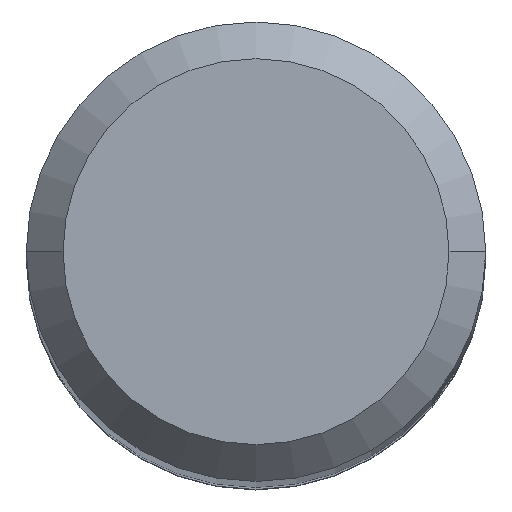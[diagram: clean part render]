
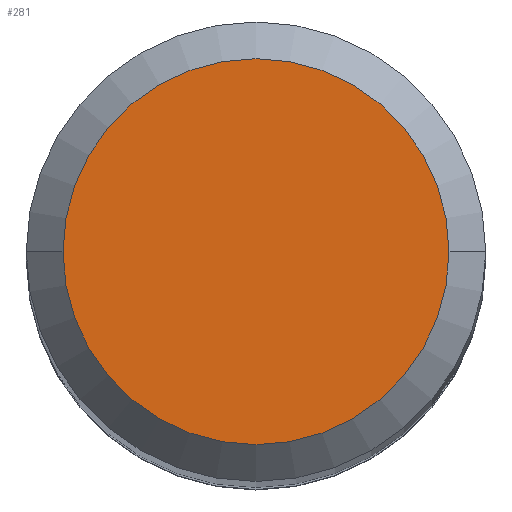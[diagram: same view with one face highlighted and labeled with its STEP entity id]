
A CAD part, top view. The second image highlights one B-rep face of the part: STEP entity #281.
In plain terms, the highlighted planar face has unit normal (0, 0, 1).
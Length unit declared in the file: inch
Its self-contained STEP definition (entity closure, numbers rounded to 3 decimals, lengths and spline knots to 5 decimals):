
#14 = DIRECTION ( 'NONE',  ( 0., 0., 1. ) ) ;
#19 = DIRECTION ( 'NONE',  ( 0., 0., 1. ) ) ;
#39 = ORIENTED_EDGE ( 'NONE', *, *, #362, .T. ) ;
#47 = EDGE_LOOP ( 'NONE', ( #39, #371 ) ) ;
#52 = DIRECTION ( 'NONE',  ( 0., 0., 1. ) ) ;
#98 = VERTEX_POINT ( 'NONE', #215 ) ;
#107 = DIRECTION ( 'NONE',  ( 1., 0., 0. ) ) ;
#131 = DIRECTION ( 'NONE',  ( 1., 0., 0. ) ) ;
#148 = CARTESIAN_POINT ( 'NONE',  ( -0.07875, 0., 2. ) ) ;
#152 = AXIS2_PLACEMENT_3D ( 'NONE', #250, #19, #131 ) ;
#156 = PLANE ( 'NONE',  #220 ) ;
#165 = FACE_OUTER_BOUND ( 'NONE', #47, .T. ) ;
#215 = CARTESIAN_POINT ( 'NONE',  ( 0.07875, 0., 2. ) ) ;
#220 = AXIS2_PLACEMENT_3D ( 'NONE', #334, #14, #278 ) ;
#233 = VERTEX_POINT ( 'NONE', #148 ) ;
#250 = CARTESIAN_POINT ( 'NONE',  ( 0., 0., 2. ) ) ;
#265 = CARTESIAN_POINT ( 'NONE',  ( 0., 0., 2. ) ) ;
#278 = DIRECTION ( 'NONE',  ( 1., 0., 0. ) ) ;
#281 = ADVANCED_FACE ( 'NONE', ( #165 ), #156, .T. ) ;
#290 = EDGE_CURVE ( 'NONE', #98, #233, #338, .T. ) ;
#334 = CARTESIAN_POINT ( 'NONE',  ( 0., 0., 2. ) ) ;
#338 = CIRCLE ( 'NONE', #152, 0.07875 ) ;
#348 = AXIS2_PLACEMENT_3D ( 'NONE', #265, #52, #107 ) ;
#362 = EDGE_CURVE ( 'NONE', #233, #98, #378, .T. ) ;
#371 = ORIENTED_EDGE ( 'NONE', *, *, #290, .T. ) ;
#378 = CIRCLE ( 'NONE', #348, 0.07875 ) ;
